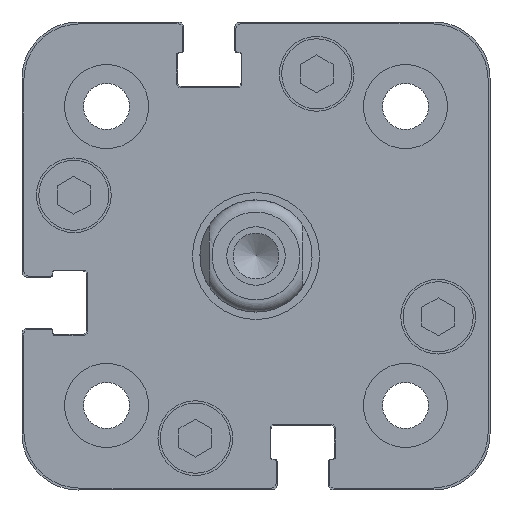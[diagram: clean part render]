
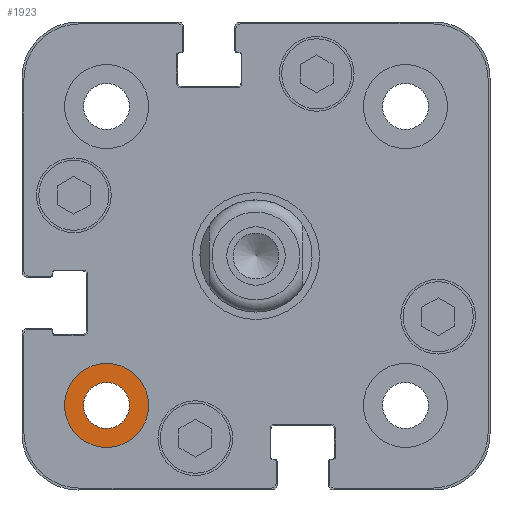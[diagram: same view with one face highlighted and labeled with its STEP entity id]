
A CAD part, front view. The second image highlights one B-rep face of the part: STEP entity #1923.
In plain terms, the highlighted planar face has unit normal (0, -1, 0).
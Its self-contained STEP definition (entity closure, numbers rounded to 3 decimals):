
#1896=CARTESIAN_POINT('',(-16.0,-166.75,-16.0));
#1897=DIRECTION('',(0.0,1.0,0.0));
#1898=DIRECTION('',(1.0,0.0,0.0));
#1899=AXIS2_PLACEMENT_3D('',#1896,#1897,#1898);
#1900=PLANE('',#1899);
#1901=CARTESIAN_POINT('',(-11.5,-166.75,-16.0));
#1902=VERTEX_POINT('',#1901);
#1903=CARTESIAN_POINT('',(-16.0,-166.75,-16.0));
#1904=DIRECTION('',(0.0,1.0,0.0));
#1905=DIRECTION('',(1.0,0.0,0.0));
#1906=AXIS2_PLACEMENT_3D('',#1903,#1904,#1905);
#1907=CIRCLE('',#1906,4.5);
#1908=EDGE_CURVE('',#1902,#1902,#1907,.T.);
#1909=ORIENTED_EDGE('',*,*,#1908,.F.);
#1910=EDGE_LOOP('',(#1909));
#1911=FACE_OUTER_BOUND('',#1910,.T.);
#1912=CARTESIAN_POINT('',(-18.459,-166.75,-16.0));
#1913=VERTEX_POINT('',#1912);
#1914=CARTESIAN_POINT('',(-16.0,-166.75,-16.0));
#1915=DIRECTION('',(0.0,-1.0,0.0));
#1916=DIRECTION('',(1.0,0.0,0.0));
#1917=AXIS2_PLACEMENT_3D('',#1914,#1915,#1916);
#1918=CIRCLE('',#1917,2.459);
#1919=EDGE_CURVE('',#1913,#1913,#1918,.T.);
#1920=ORIENTED_EDGE('',*,*,#1919,.F.);
#1921=EDGE_LOOP('',(#1920));
#1922=FACE_BOUND('',#1921,.T.);
#1923=ADVANCED_FACE('',(#1911,#1922),#1900,.F.);
